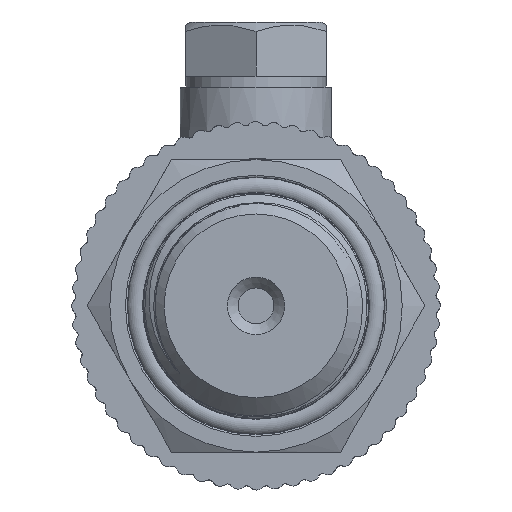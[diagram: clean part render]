
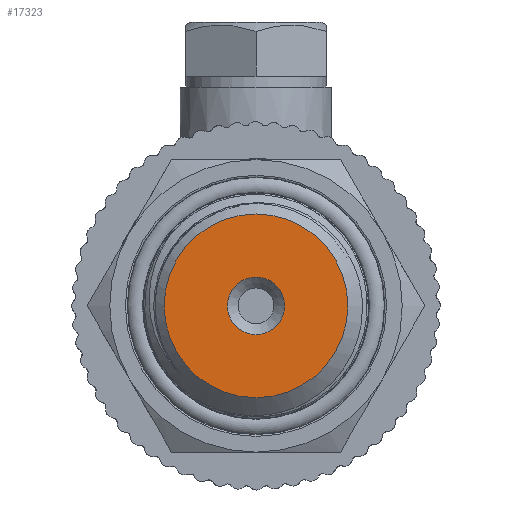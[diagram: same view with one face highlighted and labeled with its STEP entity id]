
A CAD part, left-side view. The second image highlights one B-rep face of the part: STEP entity #17323.
In plain terms, the highlighted planar face has unit normal (-1, 0, 0).
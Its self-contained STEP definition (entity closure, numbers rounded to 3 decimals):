
#179=PLANE('',#18257);
#812=FACE_BOUND('',#2205,.T.);
#1193=FACE_OUTER_BOUND('',#2204,.T.);
#2204=EDGE_LOOP('',(#13065));
#2205=EDGE_LOOP('',(#13066));
#2978=CIRCLE('',#18220,8.478);
#2996=CIRCLE('',#18256,2.65);
#7237=VERTEX_POINT('',#35597);
#7256=VERTEX_POINT('',#39399);
#9358=EDGE_CURVE('',#7237,#7237,#2978,.T.);
#9396=EDGE_CURVE('',#7256,#7256,#2996,.T.);
#13065=ORIENTED_EDGE('',*,*,#9358,.T.);
#13066=ORIENTED_EDGE('',*,*,#9396,.T.);
#17323=ADVANCED_FACE('',(#1193,#812),#179,.T.);
#18220=AXIS2_PLACEMENT_3D('',#35599,#19921,#19922);
#18256=AXIS2_PLACEMENT_3D('',#39401,#20000,#20001);
#18257=AXIS2_PLACEMENT_3D('',#39402,#20002,#20003);
#19921=DIRECTION('center_axis',(-1.,0.,0.));
#19922=DIRECTION('ref_axis',(0.,1.,0.));
#20000=DIRECTION('center_axis',(1.,0.,0.));
#20001=DIRECTION('ref_axis',(0.,0.,-1.));
#20002=DIRECTION('center_axis',(-1.,0.,0.));
#20003=DIRECTION('ref_axis',(0.,0.,1.));
#35597=CARTESIAN_POINT('',(-61.,-8.478,0.));
#35599=CARTESIAN_POINT('Origin',(-61.,0.,0.));
#39399=CARTESIAN_POINT('',(-61.,-2.65,0.));
#39401=CARTESIAN_POINT('Origin',(-61.,0.,0.));
#39402=CARTESIAN_POINT('Origin',(-61.,10.478,0.));
